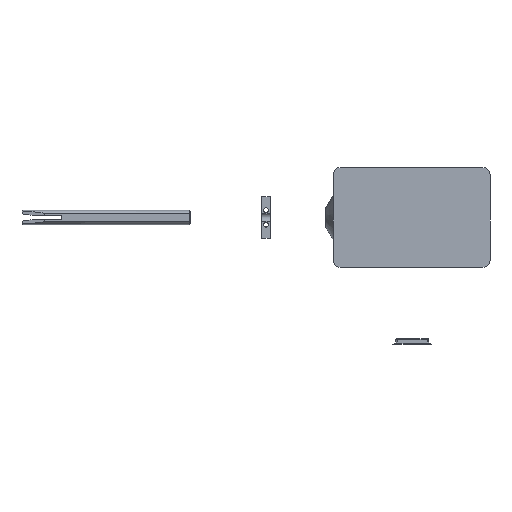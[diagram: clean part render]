
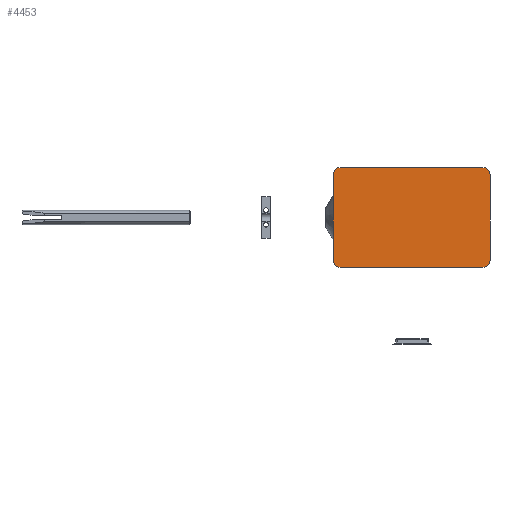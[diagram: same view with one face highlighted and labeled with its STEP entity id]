
A CAD part, front view. The second image highlights one B-rep face of the part: STEP entity #4453.
In plain terms, the highlighted planar face has unit normal (0, -1, 0).
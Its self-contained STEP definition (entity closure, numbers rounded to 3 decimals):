
#246=PLANE('',#4883);
#594=LINE('',#7254,#1016);
#597=LINE('',#7262,#1019);
#600=LINE('',#7270,#1022);
#603=LINE('',#7277,#1025);
#1016=VECTOR('',#5959,10.);
#1019=VECTOR('',#5968,10.);
#1022=VECTOR('',#5977,10.);
#1025=VECTOR('',#5986,10.);
#1406=FACE_OUTER_BOUND('',#1735,.T.);
#1735=EDGE_LOOP('',(#3930,#3931,#3932,#3933,#3934,#3935,#3936,#3937));
#1950=CIRCLE('',#4871,5.);
#1951=CIRCLE('',#4874,5.);
#1952=CIRCLE('',#4877,5.);
#1953=CIRCLE('',#4880,5.);
#2289=VERTEX_POINT('',#7247);
#2290=VERTEX_POINT('',#7248);
#2291=VERTEX_POINT('',#7253);
#2292=VERTEX_POINT('',#7257);
#2293=VERTEX_POINT('',#7261);
#2294=VERTEX_POINT('',#7265);
#2295=VERTEX_POINT('',#7269);
#2296=VERTEX_POINT('',#7273);
#2843=EDGE_CURVE('',#2289,#2290,#1950,.T.);
#2846=EDGE_CURVE('',#2291,#2289,#594,.T.);
#2848=EDGE_CURVE('',#2292,#2291,#1951,.T.);
#2850=EDGE_CURVE('',#2293,#2292,#597,.T.);
#2852=EDGE_CURVE('',#2294,#2293,#1952,.T.);
#2854=EDGE_CURVE('',#2295,#2294,#600,.T.);
#2856=EDGE_CURVE('',#2296,#2295,#1953,.T.);
#2858=EDGE_CURVE('',#2290,#2296,#603,.T.);
#3930=ORIENTED_EDGE('',*,*,#2858,.F.);
#3931=ORIENTED_EDGE('',*,*,#2843,.F.);
#3932=ORIENTED_EDGE('',*,*,#2846,.F.);
#3933=ORIENTED_EDGE('',*,*,#2848,.F.);
#3934=ORIENTED_EDGE('',*,*,#2850,.F.);
#3935=ORIENTED_EDGE('',*,*,#2852,.F.);
#3936=ORIENTED_EDGE('',*,*,#2854,.F.);
#3937=ORIENTED_EDGE('',*,*,#2856,.F.);
#4453=ADVANCED_FACE('',(#1406),#246,.F.);
#4871=AXIS2_PLACEMENT_3D('',#7249,#5953,#5954);
#4874=AXIS2_PLACEMENT_3D('',#7258,#5963,#5964);
#4877=AXIS2_PLACEMENT_3D('',#7266,#5972,#5973);
#4880=AXIS2_PLACEMENT_3D('',#7274,#5981,#5982);
#4883=AXIS2_PLACEMENT_3D('',#7279,#5989,#5990);
#5953=DIRECTION('center_axis',(0.,1.,0.));
#5954=DIRECTION('ref_axis',(-1.,0.,0.));
#5959=DIRECTION('',(0.,0.,1.));
#5963=DIRECTION('center_axis',(0.,1.,0.));
#5964=DIRECTION('ref_axis',(0.,0.,-1.));
#5968=DIRECTION('',(-1.,0.,0.));
#5972=DIRECTION('center_axis',(0.,1.,0.));
#5973=DIRECTION('ref_axis',(1.,0.,0.));
#5977=DIRECTION('',(0.,0.,-1.));
#5981=DIRECTION('center_axis',(0.,1.,0.));
#5982=DIRECTION('ref_axis',(0.,0.,1.));
#5986=DIRECTION('',(1.,0.,0.));
#5989=DIRECTION('center_axis',(0.,1.,0.));
#5990=DIRECTION('ref_axis',(0.,0.,1.));
#7247=CARTESIAN_POINT('',(-110.,0.,-5.));
#7248=CARTESIAN_POINT('',(-105.,0.,0.));
#7249=CARTESIAN_POINT('Origin',(-105.,0.,-5.));
#7253=CARTESIAN_POINT('',(-110.,0.,-65.));
#7254=CARTESIAN_POINT('',(-110.,0.,-65.));
#7257=CARTESIAN_POINT('',(-105.,0.,-70.));
#7258=CARTESIAN_POINT('Origin',(-105.,0.,-65.));
#7261=CARTESIAN_POINT('',(-5.,0.,-70.));
#7262=CARTESIAN_POINT('',(-5.,0.,-70.));
#7265=CARTESIAN_POINT('',(0.,0.,-65.));
#7266=CARTESIAN_POINT('Origin',(-5.,0.,-65.));
#7269=CARTESIAN_POINT('',(0.,0.,-5.));
#7270=CARTESIAN_POINT('',(0.,0.,-5.));
#7273=CARTESIAN_POINT('',(-5.,0.,0.));
#7274=CARTESIAN_POINT('Origin',(-5.,0.,-5.));
#7277=CARTESIAN_POINT('',(-105.,0.,0.));
#7279=CARTESIAN_POINT('Origin',(-55.,0.,-35.));
